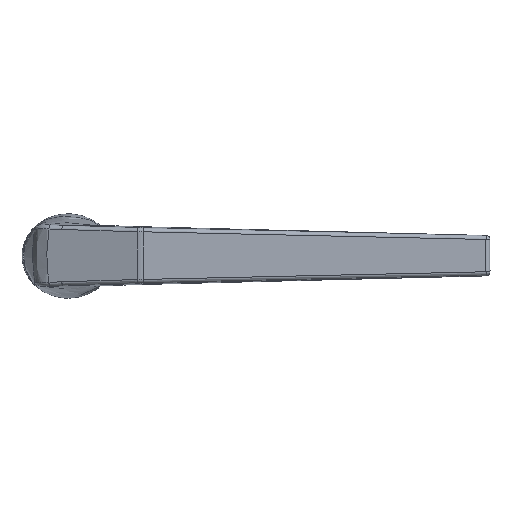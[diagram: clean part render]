
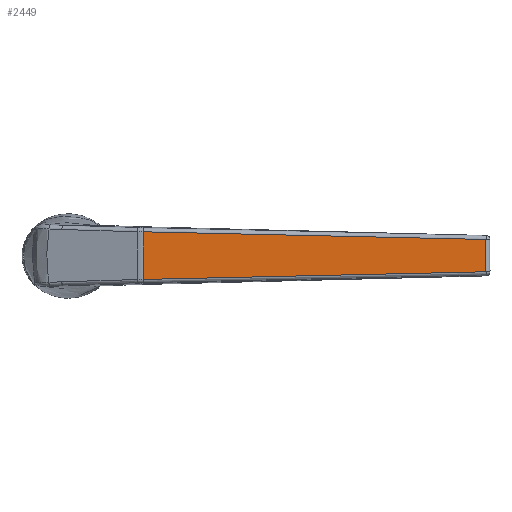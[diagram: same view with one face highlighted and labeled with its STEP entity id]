
A CAD part, top view. The second image highlights one B-rep face of the part: STEP entity #2449.
In plain terms, the highlighted planar face has unit normal (0.001, 0, 1).
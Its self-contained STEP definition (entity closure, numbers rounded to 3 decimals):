
#80 = CARTESIAN_POINT ( 'NONE',  ( 32.899, 5.607, 63.084 ) ) ;
#157 = CARTESIAN_POINT ( 'NONE',  ( 47.161, -5.289, 63.067 ) ) ;
#388 = ORIENTED_EDGE ( 'NONE', *, *, #4197, .T. ) ;
#609 = EDGE_CURVE ( 'NONE', #9153, #3588, #3340, .T. ) ;
#826 = CARTESIAN_POINT ( 'NONE',  ( 104.001, 4., 63.001 ) ) ;
#1070 = CARTESIAN_POINT ( 'NONE',  ( 75.615, -4.655, 63.034 ) ) ;
#1664 = ORIENTED_EDGE ( 'NONE', *, *, #609, .T. ) ;
#1840 = LINE ( 'NONE', #826, #11031 ) ;
#1999 = CARTESIAN_POINT ( 'NONE',  ( 104.001, -4.022, 63.001 ) ) ;
#2449 = ADVANCED_FACE ( 'NONE', ( #10288 ), #11094, .F. ) ;
#2769 = ORIENTED_EDGE ( 'NONE', *, *, #2991, .T. ) ;
#2991 = EDGE_CURVE ( 'NONE', #3588, #9990, #3484, .T. ) ;
#3314 = AXIS2_PLACEMENT_3D ( 'NONE', #10274, #11126, #5991 ) ;
#3340 = LINE ( 'NONE', #3623, #7914 ) ;
#3363 = VERTEX_POINT ( 'NONE', #11578 ) ;
#3484 = B_SPLINE_CURVE_WITH_KNOTS ( 'NONE', 3,
 ( #10029, #5708, #157, #6632, #1070, #7542, #1999 ),
 .UNSPECIFIED., .F., .F.,
 ( 4, 3, 4 ),
 ( 0.001, 0.044, 0.086 ),
 .UNSPECIFIED. ) ;
#3522 = DIRECTION ( 'NONE',  ( 0., -1., 0. ) ) ;
#3588 = VERTEX_POINT ( 'NONE', #10230 ) ;
#3623 = CARTESIAN_POINT ( 'NONE',  ( 18.638, 0., 63.101 ) ) ;
#4197 = EDGE_CURVE ( 'NONE', #3363, #9153, #4409, .T. ) ;
#4409 = B_SPLINE_CURVE_WITH_KNOTS ( 'NONE', 3,
 ( #9115, #10658, #4703, #10805, #5620, #80, #6557 ),
 .UNSPECIFIED., .F., .F.,
 ( 4, 3, 4 ),
 ( 0.001, 0.044, 0.086 ),
 .UNSPECIFIED. ) ;
#4703 = CARTESIAN_POINT ( 'NONE',  ( 75.615, 4.655, 63.034 ) ) ;
#5620 = CARTESIAN_POINT ( 'NONE',  ( 47.161, 5.289, 63.067 ) ) ;
#5708 = CARTESIAN_POINT ( 'NONE',  ( 32.899, -5.607, 63.084 ) ) ;
#5991 = DIRECTION ( 'NONE',  ( -1., 0., 0.001 ) ) ;
#6557 = CARTESIAN_POINT ( 'NONE',  ( 18.638, 5.925, 63.101 ) ) ;
#6632 = CARTESIAN_POINT ( 'NONE',  ( 61.422, -4.971, 63.051 ) ) ;
#7310 = DIRECTION ( 'NONE',  ( 0., 1., 0. ) ) ;
#7385 = ORIENTED_EDGE ( 'NONE', *, *, #10498, .T. ) ;
#7393 = CARTESIAN_POINT ( 'NONE',  ( 104.001, -4.022, 63.001 ) ) ;
#7542 = CARTESIAN_POINT ( 'NONE',  ( 89.808, -4.339, 63.018 ) ) ;
#7914 = VECTOR ( 'NONE', #3522, 1000. ) ;
#9115 = CARTESIAN_POINT ( 'NONE',  ( 104.001, 4.022, 63.001 ) ) ;
#9153 = VERTEX_POINT ( 'NONE', #10703 ) ;
#9990 = VERTEX_POINT ( 'NONE', #7393 ) ;
#10029 = CARTESIAN_POINT ( 'NONE',  ( 18.638, -5.925, 63.101 ) ) ;
#10230 = CARTESIAN_POINT ( 'NONE',  ( 18.638, -5.925, 63.101 ) ) ;
#10274 = CARTESIAN_POINT ( 'NONE',  ( 0.073, 0., 63.122 ) ) ;
#10288 = FACE_OUTER_BOUND ( 'NONE', #10429, .T. ) ;
#10429 = EDGE_LOOP ( 'NONE', ( #2769, #7385, #388, #1664 ) ) ;
#10498 = EDGE_CURVE ( 'NONE', #9990, #3363, #1840, .T. ) ;
#10658 = CARTESIAN_POINT ( 'NONE',  ( 89.808, 4.339, 63.018 ) ) ;
#10703 = CARTESIAN_POINT ( 'NONE',  ( 18.638, 5.925, 63.101 ) ) ;
#10805 = CARTESIAN_POINT ( 'NONE',  ( 61.422, 4.971, 63.051 ) ) ;
#11031 = VECTOR ( 'NONE', #7310, 1000. ) ;
#11094 = PLANE ( 'NONE',  #3314 ) ;
#11126 = DIRECTION ( 'NONE',  ( -0.001, 0., -1. ) ) ;
#11578 = CARTESIAN_POINT ( 'NONE',  ( 104.001, 4.022, 63.001 ) ) ;
